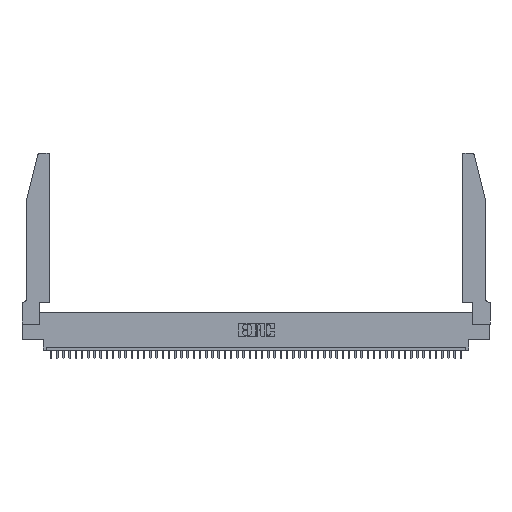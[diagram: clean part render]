
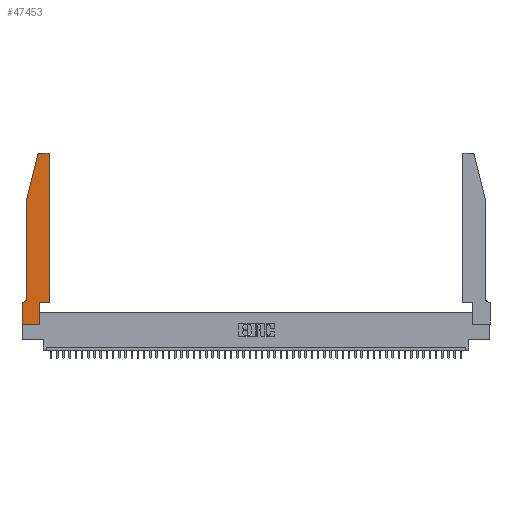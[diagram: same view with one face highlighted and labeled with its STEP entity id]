
A CAD part, top view. The second image highlights one B-rep face of the part: STEP entity #47453.
In plain terms, the highlighted planar face has unit normal (0, 0, 1).
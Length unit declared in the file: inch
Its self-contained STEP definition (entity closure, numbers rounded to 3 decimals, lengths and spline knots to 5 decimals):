
#66 = LINE ( 'NONE', #27818, #19481 ) ;
#461 = VERTEX_POINT ( 'NONE', #8906 ) ;
#1682 = ORIENTED_EDGE ( 'NONE', *, *, #15576, .T. ) ;
#2583 = VECTOR ( 'NONE', #41608, 39.37008 ) ;
#2983 = AXIS2_PLACEMENT_3D ( 'NONE', #24474, #5059, #8420 ) ;
#3110 = ORIENTED_EDGE ( 'NONE', *, *, #42851, .T. ) ;
#3510 = EDGE_CURVE ( 'NONE', #45631, #7542, #37824, .T. ) ;
#3888 = ORIENTED_EDGE ( 'NONE', *, *, #3510, .T. ) ;
#5059 = DIRECTION ( 'NONE',  ( 0., 0., 1. ) ) ;
#5788 = CARTESIAN_POINT ( 'NONE',  ( 0.2865, 0.35, 0.37 ) ) ;
#5857 = VERTEX_POINT ( 'NONE', #16922 ) ;
#6042 = DIRECTION ( 'NONE',  ( -1., 0., 0. ) ) ;
#6056 = VERTEX_POINT ( 'NONE', #34571 ) ;
#6670 = CARTESIAN_POINT ( 'NONE',  ( 0.4505, 0.35, 0.37 ) ) ;
#6702 = VECTOR ( 'NONE', #50325, 39.37008 ) ;
#7093 = CARTESIAN_POINT ( 'NONE',  ( 0.2865, 0.35, 0.37 ) ) ;
#7289 = CARTESIAN_POINT ( 'NONE',  ( 0.25487, 2.72718, 0.37 ) ) ;
#7542 = VERTEX_POINT ( 'NONE', #7289 ) ;
#8420 = DIRECTION ( 'NONE',  ( 1., 0., 0. ) ) ;
#8906 = CARTESIAN_POINT ( 'NONE',  ( 0.0755, 2., 0.37 ) ) ;
#9917 = LINE ( 'NONE', #39325, #21761 ) ;
#9924 = ORIENTED_EDGE ( 'NONE', *, *, #24409, .T. ) ;
#11357 = CARTESIAN_POINT ( 'NONE',  ( 0.4205, 2.72, 0.37 ) ) ;
#12069 = CARTESIAN_POINT ( 'NONE',  ( 0.0755, 2., 0.37 ) ) ;
#12112 = EDGE_CURVE ( 'NONE', #22305, #6056, #42948, .T. ) ;
#13252 = ORIENTED_EDGE ( 'NONE', *, *, #51755, .T. ) ;
#13438 = DIRECTION ( 'NONE',  ( 0., 0., -1. ) ) ;
#13505 = CARTESIAN_POINT ( 'NONE',  ( 0.284, 2.75, 0.37 ) ) ;
#13697 = CARTESIAN_POINT ( 'NONE',  ( 0.4505, 0.35, 0.37 ) ) ;
#13729 = EDGE_CURVE ( 'NONE', #18883, #43953, #26382, .T. ) ;
#15467 = CARTESIAN_POINT ( 'NONE',  ( 0.0755, 0.42, 0.37 ) ) ;
#15576 = EDGE_CURVE ( 'NONE', #461, #19076, #9917, .T. ) ;
#15693 = DIRECTION ( 'NONE',  ( 1., 0., 0. ) ) ;
#16612 = VECTOR ( 'NONE', #46071, 39.37008 ) ;
#16922 = CARTESIAN_POINT ( 'NONE',  ( 0., 0., 0.37 ) ) ;
#17319 = CARTESIAN_POINT ( 'NONE',  ( 0.4505, 0.35, 0.37 ) ) ;
#17618 = ORIENTED_EDGE ( 'NONE', *, *, #28731, .T. ) ;
#18076 = CIRCLE ( 'NONE', #48636, 0.07 ) ;
#18187 = EDGE_CURVE ( 'NONE', #7542, #461, #37189, .T. ) ;
#18883 = VERTEX_POINT ( 'NONE', #7093 ) ;
#19076 = VERTEX_POINT ( 'NONE', #15467 ) ;
#19481 = VECTOR ( 'NONE', #15693, 39.37008 ) ;
#19836 = DIRECTION ( 'NONE',  ( 0., -1., 0. ) ) ;
#20682 = EDGE_LOOP ( 'NONE', ( #17618, #3888, #27605, #1682, #9924, #33697, #3110, #13252, #34549, #38398, #47592, #27424 ) ) ;
#21441 = VECTOR ( 'NONE', #24466, 39.37008 ) ;
#21576 = VERTEX_POINT ( 'NONE', #25443 ) ;
#21761 = VECTOR ( 'NONE', #19836, 39.37008 ) ;
#21852 = AXIS2_PLACEMENT_3D ( 'NONE', #11357, #43987, #31703 ) ;
#22200 = DIRECTION ( 'NONE',  ( 0., 0., 1. ) ) ;
#22290 = FACE_OUTER_BOUND ( 'NONE', #20682, .T. ) ;
#22305 = VERTEX_POINT ( 'NONE', #32829 ) ;
#23319 = VECTOR ( 'NONE', #34110, 39.37008 ) ;
#24409 = EDGE_CURVE ( 'NONE', #19076, #46062, #18076, .T. ) ;
#24466 = DIRECTION ( 'NONE',  ( -0.239, -0.971, 0. ) ) ;
#24474 = CARTESIAN_POINT ( 'NONE',  ( 0., 0.35, 0.37 ) ) ;
#25443 = CARTESIAN_POINT ( 'NONE',  ( 0.2865, 0., 0.37 ) ) ;
#25588 = CARTESIAN_POINT ( 'NONE',  ( 0.0755, 0.35, 0.37 ) ) ;
#26382 = LINE ( 'NONE', #13697, #2583 ) ;
#27055 = DIRECTION ( 'NONE',  ( -1., 0., 0. ) ) ;
#27424 = ORIENTED_EDGE ( 'NONE', *, *, #12112, .T. ) ;
#27605 = ORIENTED_EDGE ( 'NONE', *, *, #18187, .T. ) ;
#27818 = CARTESIAN_POINT ( 'NONE',  ( 0., 0., 0.37 ) ) ;
#28731 = EDGE_CURVE ( 'NONE', #6056, #45631, #44831, .T. ) ;
#29574 = CARTESIAN_POINT ( 'NONE',  ( 0.284, 2.72, 0.37 ) ) ;
#30159 = VERTEX_POINT ( 'NONE', #51383 ) ;
#31703 = DIRECTION ( 'NONE',  ( 1., 0., 0. ) ) ;
#32075 = AXIS2_PLACEMENT_3D ( 'NONE', #29574, #22200, #46457 ) ;
#32414 = PLANE ( 'NONE',  #2983 ) ;
#32829 = CARTESIAN_POINT ( 'NONE',  ( 0.4505, 2.72, 0.37 ) ) ;
#33697 = ORIENTED_EDGE ( 'NONE', *, *, #35301, .T. ) ;
#34110 = DIRECTION ( 'NONE',  ( 0., 1., 0. ) ) ;
#34549 = ORIENTED_EDGE ( 'NONE', *, *, #36074, .T. ) ;
#34571 = CARTESIAN_POINT ( 'NONE',  ( 0.4205, 2.75, 0.37 ) ) ;
#35301 = EDGE_CURVE ( 'NONE', #46062, #30159, #51127, .T. ) ;
#36074 = EDGE_CURVE ( 'NONE', #21576, #18883, #49312, .T. ) ;
#37189 = LINE ( 'NONE', #12069, #21441 ) ;
#37824 = CIRCLE ( 'NONE', #32075, 0.03 ) ;
#38111 = VECTOR ( 'NONE', #6042, 39.37008 ) ;
#38398 = ORIENTED_EDGE ( 'NONE', *, *, #13729, .T. ) ;
#39325 = CARTESIAN_POINT ( 'NONE',  ( 0.0755, 2., 0.37 ) ) ;
#41608 = DIRECTION ( 'NONE',  ( 1., 0., 0. ) ) ;
#41870 = CARTESIAN_POINT ( 'NONE',  ( 0.0055, 0.42, 0.37 ) ) ;
#42851 = EDGE_CURVE ( 'NONE', #30159, #5857, #42985, .T. ) ;
#42948 = CIRCLE ( 'NONE', #21852, 0.03 ) ;
#42985 = LINE ( 'NONE', #45190, #16612 ) ;
#43953 = VERTEX_POINT ( 'NONE', #17319 ) ;
#43987 = DIRECTION ( 'NONE',  ( 0., 0., 1. ) ) ;
#44618 = EDGE_CURVE ( 'NONE', #43953, #22305, #47227, .T. ) ;
#44831 = LINE ( 'NONE', #47450, #46089 ) ;
#45190 = CARTESIAN_POINT ( 'NONE',  ( 0., 0., 0.37 ) ) ;
#45575 = DIRECTION ( 'NONE',  ( -1., 0., 0. ) ) ;
#45631 = VERTEX_POINT ( 'NONE', #13505 ) ;
#46062 = VERTEX_POINT ( 'NONE', #48272 ) ;
#46071 = DIRECTION ( 'NONE',  ( 0., -1., 0. ) ) ;
#46089 = VECTOR ( 'NONE', #27055, 39.37008 ) ;
#46457 = DIRECTION ( 'NONE',  ( 1., 0., 0. ) ) ;
#47227 = LINE ( 'NONE', #6670, #23319 ) ;
#47450 = CARTESIAN_POINT ( 'NONE',  ( 0.2605, 2.75, 0.37 ) ) ;
#47453 = ADVANCED_FACE ( 'NONE', ( #22290 ), #32414, .T. ) ;
#47592 = ORIENTED_EDGE ( 'NONE', *, *, #44618, .T. ) ;
#48272 = CARTESIAN_POINT ( 'NONE',  ( 0.0055, 0.35, 0.37 ) ) ;
#48636 = AXIS2_PLACEMENT_3D ( 'NONE', #41870, #13438, #45575 ) ;
#49312 = LINE ( 'NONE', #5788, #6702 ) ;
#50325 = DIRECTION ( 'NONE',  ( 0., 1., 0. ) ) ;
#51127 = LINE ( 'NONE', #25588, #38111 ) ;
#51383 = CARTESIAN_POINT ( 'NONE',  ( 0., 0.35, 0.37 ) ) ;
#51755 = EDGE_CURVE ( 'NONE', #5857, #21576, #66, .T. ) ;
